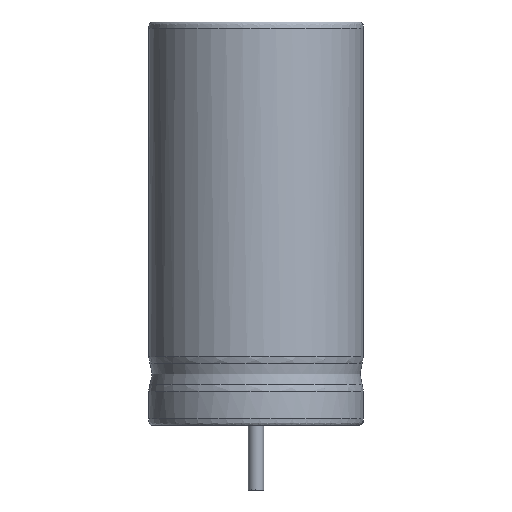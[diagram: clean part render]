
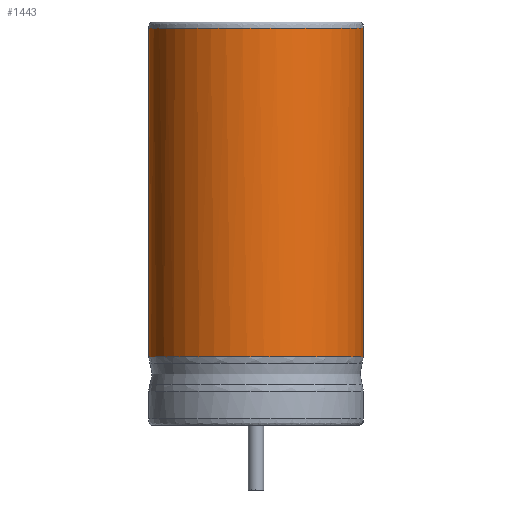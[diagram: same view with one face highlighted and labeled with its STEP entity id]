
A CAD part, left-side view. The second image highlights one B-rep face of the part: STEP entity #1443.
In plain terms, the highlighted free-form (B-spline) face has degree [2, 1] with [7, 2] control points.
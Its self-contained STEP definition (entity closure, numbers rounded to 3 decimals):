
#1079 = VERTEX_POINT('',#1080);
#1080 = CARTESIAN_POINT('',(2.888,-0.785,1.281
    ));
#1091 = EDGE_CURVE('',#1079,#1092,#1094,.T.);
#1092 = VERTEX_POINT('',#1093);
#1093 = CARTESIAN_POINT('',(2.888,0.745,1.281)
  );
#1094 = B_SPLINE_CURVE_WITH_KNOTS('',12,(#1095,#1096,#1097,#1098,#1099,
    #1100,#1101,#1102,#1103,#1104,#1105,#1106,#1107,#1108,#1109,#1110,
    #1111,#1112,#1113,#1114,#1115,#1116,#1117,#1118,#1119,#1120,#1121,
    #1122,#1123,#1124,#1125,#1126,#1127,#1128,#1129),.UNSPECIFIED.,.F.,
  .F.,(13,11,11,13),(-1.464,0.,34.361
    ,35.825),.UNSPECIFIED.);
#1095 = CARTESIAN_POINT('',(3.067,-0.353,
    1.281));
#1096 = CARTESIAN_POINT('',(3.052,-0.389,
    1.281));
#1097 = CARTESIAN_POINT('',(3.037,-0.425,
    1.281));
#1098 = CARTESIAN_POINT('',(3.022,-0.461,
    1.281));
#1099 = CARTESIAN_POINT('',(3.007,-0.498,
    1.281));
#1100 = CARTESIAN_POINT('',(2.992,-0.534,1.281
    ));
#1101 = CARTESIAN_POINT('',(2.977,-0.57,
    1.281));
#1102 = CARTESIAN_POINT('',(2.962,-0.606,
    1.281));
#1103 = CARTESIAN_POINT('',(2.947,-0.642,
    1.281));
#1104 = CARTESIAN_POINT('',(2.932,-0.678,1.281
    ));
#1105 = CARTESIAN_POINT('',(2.917,-0.714,
    1.281));
#1106 = CARTESIAN_POINT('',(2.903,-0.75,1.281
    ));
#1107 = CARTESIAN_POINT('',(2.54,-1.626,
    1.281));
#1108 = CARTESIAN_POINT('',(1.769,-2.307,
    1.281));
#1109 = CARTESIAN_POINT('',(0.656,-2.576,
    1.281));
#1110 = CARTESIAN_POINT('',(-0.538,-2.226,
    1.281));
#1111 = CARTESIAN_POINT('',(-1.426,-1.35,
    1.281));
#1112 = CARTESIAN_POINT('',(-1.872,-0.02,
    1.281));
#1113 = CARTESIAN_POINT('',(-1.426,1.31,1.281
    ));
#1114 = CARTESIAN_POINT('',(-0.538,2.186,
    1.281));
#1115 = CARTESIAN_POINT('',(0.656,2.536,1.281
    ));
#1116 = CARTESIAN_POINT('',(1.769,2.267,1.281
    ));
#1117 = CARTESIAN_POINT('',(2.54,1.586,1.281
    ));
#1118 = CARTESIAN_POINT('',(2.903,0.71,1.281)
  );
#1119 = CARTESIAN_POINT('',(2.917,0.674,1.281
    ));
#1120 = CARTESIAN_POINT('',(2.932,0.638,1.281)
  );
#1121 = CARTESIAN_POINT('',(2.947,0.602,1.281
    ));
#1122 = CARTESIAN_POINT('',(2.962,0.566,1.281)
  );
#1123 = CARTESIAN_POINT('',(2.977,0.53,1.281
    ));
#1124 = CARTESIAN_POINT('',(2.992,0.494,1.281)
  );
#1125 = CARTESIAN_POINT('',(3.007,0.458,1.281
    ));
#1126 = CARTESIAN_POINT('',(3.022,0.421,1.281
    ));
#1127 = CARTESIAN_POINT('',(3.037,0.385,1.281
    ));
#1128 = CARTESIAN_POINT('',(3.052,0.349,1.281
    ));
#1129 = CARTESIAN_POINT('',(3.067,0.313,1.281
    ));
#1443 = ADVANCED_FACE('',(#1444),#1471,.T.);
#1444 = FACE_BOUND('',#1445,.T.);
#1445 = EDGE_LOOP('',(#1446,#1460,#1465,#1466));
#1446 = ORIENTED_EDGE('',*,*,#1447,.T.);
#1447 = EDGE_CURVE('',#1448,#1450,#1452,.T.);
#1448 = VERTEX_POINT('',#1449);
#1449 = CARTESIAN_POINT('',(2.888,-0.785,7.38));
#1450 = VERTEX_POINT('',#1451);
#1451 = CARTESIAN_POINT('',(2.888,0.745,7.38));
#1452 = ( BOUNDED_CURVE() B_SPLINE_CURVE(2,(#1453,#1454,#1455,#1456,
#1457,#1458,#1459),.UNSPECIFIED.,.F.,.F.) B_SPLINE_CURVE_WITH_KNOTS((3,2
    ,2,3),(0.,1.833,3.665,5.498),
.PIECEWISE_BEZIER_KNOTS.) CURVE() GEOMETRIC_REPRESENTATION_ITEM() 
RATIONAL_B_SPLINE_CURVE((1.,0.609,1.,0.609,1.,
0.609,1.)) REPRESENTATION_ITEM('') );
#1453 = CARTESIAN_POINT('',(2.888,-0.785,7.38));
#1454 = CARTESIAN_POINT('',(1.89,-3.193,7.38));
#1455 = CARTESIAN_POINT('',(-0.178,-1.607,7.38));
#1456 = CARTESIAN_POINT('',(-2.245,-0.02,7.38));
#1457 = CARTESIAN_POINT('',(-0.178,1.567,7.38));
#1458 = CARTESIAN_POINT('',(1.89,3.153,7.38));
#1459 = CARTESIAN_POINT('',(2.888,0.745,7.38));
#1460 = ORIENTED_EDGE('',*,*,#1461,.F.);
#1461 = EDGE_CURVE('',#1092,#1450,#1462,.T.);
#1462 = B_SPLINE_CURVE_WITH_KNOTS('',1,(#1463,#1464),.UNSPECIFIED.,.F.,
  .F.,(2,2),(0.135,10.3),.PIECEWISE_BEZIER_KNOTS.);
#1463 = CARTESIAN_POINT('',(2.888,0.745,1.281)
  );
#1464 = CARTESIAN_POINT('',(2.888,0.745,7.38));
#1465 = ORIENTED_EDGE('',*,*,#1091,.F.);
#1466 = ORIENTED_EDGE('',*,*,#1467,.T.);
#1467 = EDGE_CURVE('',#1079,#1448,#1468,.T.);
#1468 = B_SPLINE_CURVE_WITH_KNOTS('',1,(#1469,#1470),.UNSPECIFIED.,.F.,
  .F.,(2,2),(0.135,10.3),.PIECEWISE_BEZIER_KNOTS.);
#1469 = CARTESIAN_POINT('',(2.888,-0.785,1.281
    ));
#1470 = CARTESIAN_POINT('',(2.888,-0.785,7.38));
#1471 = ( BOUNDED_SURFACE() B_SPLINE_SURFACE(2,1,(
    (#1472,#1473)
    ,(#1474,#1475)
    ,(#1476,#1477)
    ,(#1478,#1479)
    ,(#1480,#1481)
    ,(#1482,#1483)
    ,(#1484,#1485
)),.UNSPECIFIED.,.F.,.F.,.F.) B_SPLINE_SURFACE_WITH_KNOTS((3,2,2,3),(2,2
    ),(0.785,2.618,4.451,6.283),(
0.135,10.3),.UNSPECIFIED.) GEOMETRIC_REPRESENTATION_ITEM() 
RATIONAL_B_SPLINE_SURFACE((
    (1.,1.)
    ,(0.609,0.609)
    ,(1.,1.)
    ,(0.609,0.609)
    ,(1.,1.)
    ,(0.609,0.609)
,(1.,1.))) REPRESENTATION_ITEM('') SURFACE() );
#1472 = CARTESIAN_POINT('',(2.888,0.745,1.281)
  );
#1473 = CARTESIAN_POINT('',(2.888,0.745,7.38));
#1474 = CARTESIAN_POINT('',(1.89,3.153,1.281
    ));
#1475 = CARTESIAN_POINT('',(1.89,3.153,7.38));
#1476 = CARTESIAN_POINT('',(-0.178,1.567,
    1.281));
#1477 = CARTESIAN_POINT('',(-0.178,1.567,7.38));
#1478 = CARTESIAN_POINT('',(-2.245,-0.02,
    1.281));
#1479 = CARTESIAN_POINT('',(-2.245,-0.02,7.38));
#1480 = CARTESIAN_POINT('',(-0.178,-1.607,
    1.281));
#1481 = CARTESIAN_POINT('',(-0.178,-1.607,7.38));
#1482 = CARTESIAN_POINT('',(1.89,-3.193,
    1.281));
#1483 = CARTESIAN_POINT('',(1.89,-3.193,7.38));
#1484 = CARTESIAN_POINT('',(2.888,-0.785,1.281
    ));
#1485 = CARTESIAN_POINT('',(2.888,-0.785,7.38));
